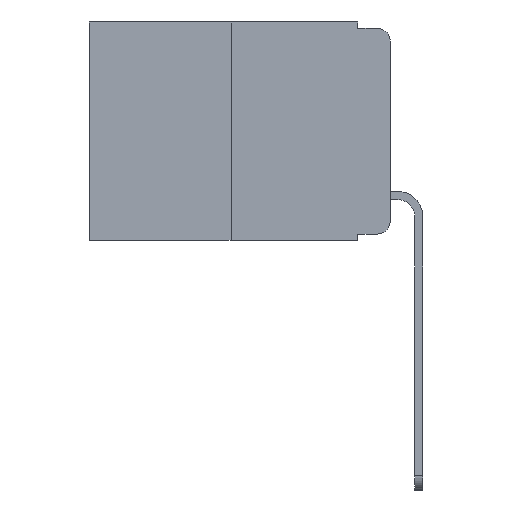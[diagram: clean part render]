
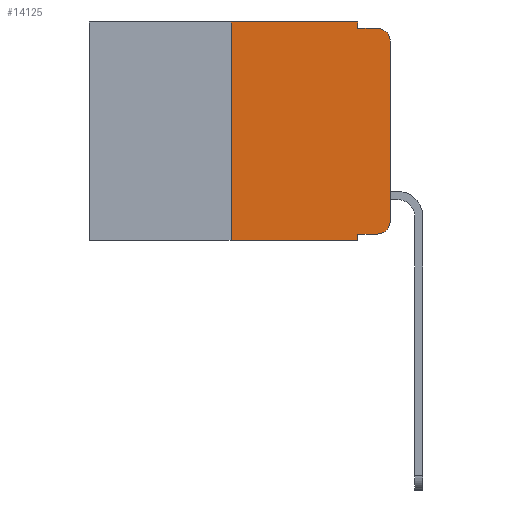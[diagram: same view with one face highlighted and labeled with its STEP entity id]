
A CAD part, left-side view. The second image highlights one B-rep face of the part: STEP entity #14125.
In plain terms, the highlighted planar face has unit normal (-1, 0, 0).
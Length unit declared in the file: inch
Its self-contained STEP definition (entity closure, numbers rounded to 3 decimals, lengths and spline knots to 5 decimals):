
#104 = VERTEX_POINT ( 'NONE', #5227 ) ;
#369 = DIRECTION ( 'NONE',  ( 0., 0., -1. ) ) ;
#766 = CARTESIAN_POINT ( 'NONE',  ( 0., 0.02, -0.01 ) ) ;
#1258 = ORIENTED_EDGE ( 'NONE', *, *, #11999, .F. ) ;
#2027 = VERTEX_POINT ( 'NONE', #8441 ) ;
#2727 = ORIENTED_EDGE ( 'NONE', *, *, #21572, .T. ) ;
#3129 = CARTESIAN_POINT ( 'NONE',  ( 0., 0., -0.313 ) ) ;
#3305 = VERTEX_POINT ( 'NONE', #3129 ) ;
#3366 = LINE ( 'NONE', #18877, #21879 ) ;
#3558 = DIRECTION ( 'NONE',  ( 0., -1., 0. ) ) ;
#3561 = DIRECTION ( 'NONE',  ( -1., 0., 0. ) ) ;
#3983 = PLANE ( 'NONE',  #11596 ) ;
#4311 = VECTOR ( 'NONE', #11660, 39.37008 ) ;
#4389 = ORIENTED_EDGE ( 'NONE', *, *, #5659, .F. ) ;
#4528 = ORIENTED_EDGE ( 'NONE', *, *, #13341, .F. ) ;
#4698 = VERTEX_POINT ( 'NONE', #7456 ) ;
#4990 = AXIS2_PLACEMENT_3D ( 'NONE', #5204, #3561, #15308 ) ;
#5154 = LINE ( 'NONE', #20497, #13083 ) ;
#5204 = CARTESIAN_POINT ( 'NONE',  ( 0., 0.02, -0.03 ) ) ;
#5227 = CARTESIAN_POINT ( 'NONE',  ( 0., 0., -0.03 ) ) ;
#5659 = EDGE_CURVE ( 'NONE', #19079, #10665, #3366, .T. ) ;
#5853 = ORIENTED_EDGE ( 'NONE', *, *, #11564, .F. ) ;
#5999 = CARTESIAN_POINT ( 'NONE',  ( 0., 0.051, -0.01 ) ) ;
#6095 = ORIENTED_EDGE ( 'NONE', *, *, #7218, .T. ) ;
#6271 = ORIENTED_EDGE ( 'NONE', *, *, #10488, .T. ) ;
#6387 = DIRECTION ( 'NONE',  ( 0., 0., -1. ) ) ;
#6635 = CARTESIAN_POINT ( 'NONE',  ( 0., 0.051, 0. ) ) ;
#6908 = VERTEX_POINT ( 'NONE', #14308 ) ;
#7040 = VERTEX_POINT ( 'NONE', #11479 ) ;
#7200 = DIRECTION ( 'NONE',  ( 0., -1., 0. ) ) ;
#7218 = EDGE_CURVE ( 'NONE', #104, #10665, #21803, .T. ) ;
#7456 = CARTESIAN_POINT ( 'NONE',  ( 0., 0.051, -0.343 ) ) ;
#7465 = ORIENTED_EDGE ( 'NONE', *, *, #7728, .F. ) ;
#7728 = EDGE_CURVE ( 'NONE', #18703, #6908, #5154, .T. ) ;
#8441 = CARTESIAN_POINT ( 'NONE',  ( 0., 0.051, -0.333 ) ) ;
#8729 = LINE ( 'NONE', #18635, #16640 ) ;
#9280 = LINE ( 'NONE', #6635, #21181 ) ;
#9548 = VECTOR ( 'NONE', #20805, 39.37008 ) ;
#9581 = VECTOR ( 'NONE', #6387, 39.37008 ) ;
#10220 = EDGE_CURVE ( 'NONE', #7040, #3305, #16635, .T. ) ;
#10488 = EDGE_CURVE ( 'NONE', #3305, #104, #14040, .T. ) ;
#10665 = VERTEX_POINT ( 'NONE', #766 ) ;
#11350 = FACE_OUTER_BOUND ( 'NONE', #12481, .T. ) ;
#11363 = ORIENTED_EDGE ( 'NONE', *, *, #10220, .T. ) ;
#11479 = CARTESIAN_POINT ( 'NONE',  ( 0., 0.02, -0.333 ) ) ;
#11564 = EDGE_CURVE ( 'NONE', #14810, #18703, #19140, .T. ) ;
#11596 = AXIS2_PLACEMENT_3D ( 'NONE', #13965, #12266, #369 ) ;
#11660 = DIRECTION ( 'NONE',  ( 0., 0., 1. ) ) ;
#11999 = EDGE_CURVE ( 'NONE', #2027, #4698, #14077, .T. ) ;
#12036 = DIRECTION ( 'NONE',  ( 0., -1., 0. ) ) ;
#12061 = CARTESIAN_POINT ( 'NONE',  ( 0., 0.25, 0. ) ) ;
#12150 = CARTESIAN_POINT ( 'NONE',  ( 0., 0.25, -0.343 ) ) ;
#12151 = VECTOR ( 'NONE', #3558, 39.37008 ) ;
#12266 = DIRECTION ( 'NONE',  ( 1., 0., 0. ) ) ;
#12481 = EDGE_LOOP ( 'NONE', ( #6271, #6095, #4389, #4528, #7465, #5853, #18384, #1258, #2727, #11363 ) ) ;
#13027 = CARTESIAN_POINT ( 'NONE',  ( 0., 0.051, 0. ) ) ;
#13083 = VECTOR ( 'NONE', #12036, 39.37008 ) ;
#13341 = EDGE_CURVE ( 'NONE', #6908, #19079, #9280, .T. ) ;
#13683 = DIRECTION ( 'NONE',  ( 0., -1., 0. ) ) ;
#13965 = CARTESIAN_POINT ( 'NONE',  ( 0., 0.473, 0. ) ) ;
#13971 = EDGE_CURVE ( 'NONE', #14810, #4698, #8729, .T. ) ;
#14040 = LINE ( 'NONE', #19114, #9548 ) ;
#14077 = LINE ( 'NONE', #13027, #9581 ) ;
#14125 = ADVANCED_FACE ( 'NONE', ( #11350 ), #3983, .F. ) ;
#14308 = CARTESIAN_POINT ( 'NONE',  ( 0., 0.051, 0. ) ) ;
#14810 = VERTEX_POINT ( 'NONE', #12150 ) ;
#15308 = DIRECTION ( 'NONE',  ( 0., 0., -1. ) ) ;
#15914 = AXIS2_PLACEMENT_3D ( 'NONE', #21754, #19871, #16562 ) ;
#16562 = DIRECTION ( 'NONE',  ( 0., 0., -1. ) ) ;
#16621 = LINE ( 'NONE', #18653, #12151 ) ;
#16635 = CIRCLE ( 'NONE', #15914, 0.02 ) ;
#16640 = VECTOR ( 'NONE', #13683, 39.37008 ) ;
#18384 = ORIENTED_EDGE ( 'NONE', *, *, #13971, .T. ) ;
#18635 = CARTESIAN_POINT ( 'NONE',  ( 0., 0.473, -0.343 ) ) ;
#18653 = CARTESIAN_POINT ( 'NONE',  ( 0., 0.051, -0.333 ) ) ;
#18703 = VERTEX_POINT ( 'NONE', #12061 ) ;
#18877 = CARTESIAN_POINT ( 'NONE',  ( 0., 0.051, -0.01 ) ) ;
#19079 = VERTEX_POINT ( 'NONE', #5999 ) ;
#19114 = CARTESIAN_POINT ( 'NONE',  ( 0., 0., 0. ) ) ;
#19140 = LINE ( 'NONE', #21770, #4311 ) ;
#19871 = DIRECTION ( 'NONE',  ( -1., 0., 0. ) ) ;
#20497 = CARTESIAN_POINT ( 'NONE',  ( 0., 0.473, 0. ) ) ;
#20805 = DIRECTION ( 'NONE',  ( 0., 0., 1. ) ) ;
#21181 = VECTOR ( 'NONE', #21818, 39.37008 ) ;
#21572 = EDGE_CURVE ( 'NONE', #2027, #7040, #16621, .T. ) ;
#21754 = CARTESIAN_POINT ( 'NONE',  ( 0., 0.02, -0.313 ) ) ;
#21770 = CARTESIAN_POINT ( 'NONE',  ( 0., 0.25, 0. ) ) ;
#21803 = CIRCLE ( 'NONE', #4990, 0.02 ) ;
#21818 = DIRECTION ( 'NONE',  ( 0., 0., -1. ) ) ;
#21879 = VECTOR ( 'NONE', #7200, 39.37008 ) ;
